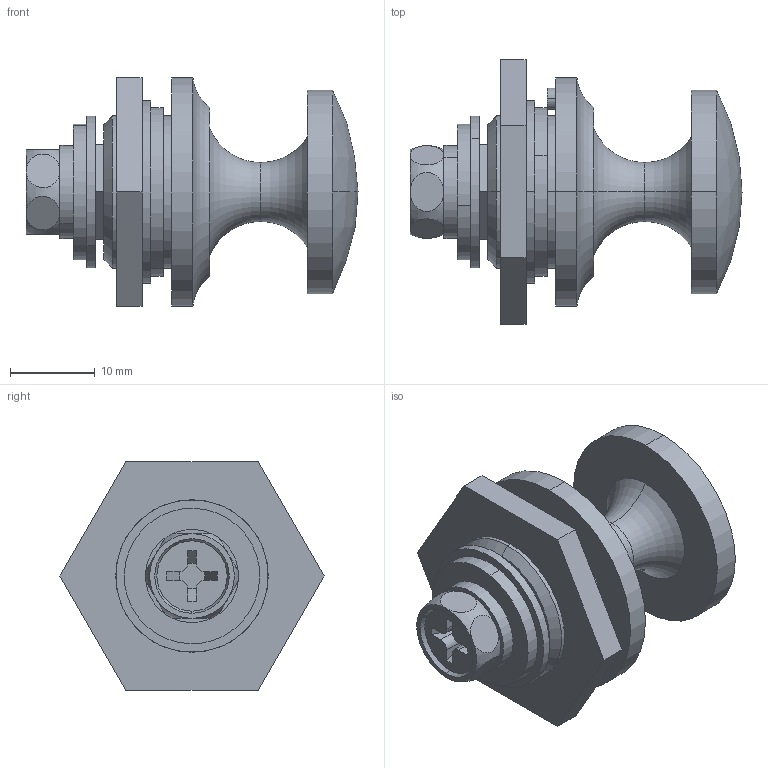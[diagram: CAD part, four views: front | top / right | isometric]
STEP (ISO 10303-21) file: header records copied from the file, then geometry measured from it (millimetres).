
FILE_DESCRIPTION (( 'STEP AP203' ), '1' );
FILE_NAME ('A-36.STEP', '2012-09-19T07:55:18', ( '11sw' ), ( 'タキゲン製造株式会社' ), 'SwSTEP 2.0', 'SolidWorks 2011', '' );
FILE_SCHEMA (( 'CONFIG_CONTROL_DESIGN' ));
Length unit declared in the file: millimetre
Products named in the file (9): A-36リングワッシャー_; 平ワッシャーM6小型丸_M6小形-JIS B 1256; A-36本体_; A-36スペーサー; 廫帤寠晅偒榋妏儃儖僩M6_M6亊10; A-36; A-36受座_; A-36六角ナット_; A-36スペーサー_
Assembly tree (8 placements, depth 2):
  A-36
    A-36リングワッシャー_
    A-36スペーサー
    廫帤寠晅偒榋妏儃儖僩M6_M6亊10
    A-36スペーサー_
    A-36受座_
    平ワッシャーM6小型丸_M6小形-JIS B 1256
    A-36六角ナット_
    A-36本体_
Bounding box: 39.2 x 31.18 x 27 mm (x, y, z)
Volume: 9241.2 mm3; surface area: 7860.5 mm2
Topology: 8 solids, 8 shells, 122 faces, 256 edges, 160 vertices
Faces by surface type: plane 58, cylinder 44, torus 12, cone 6, sphere 2
Entity records: 4551 total; most frequent: CARTESIAN_POINT 883, DIRECTION 630, ORIENTED_EDGE 508, AXIS2_PLACEMENT_3D 255, EDGE_CURVE 254, VERTEX_POINT 160, EDGE_LOOP 146, ADVANCED_FACE 122
